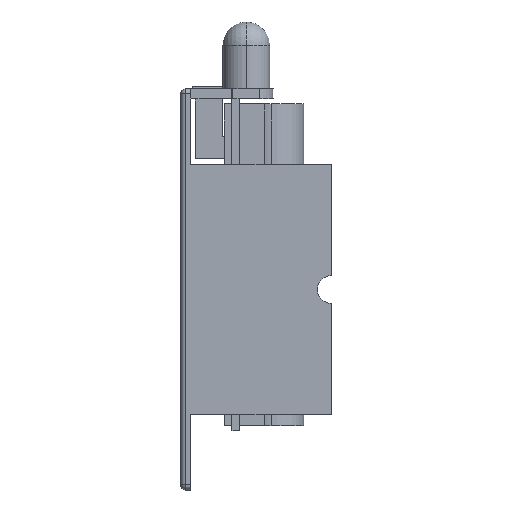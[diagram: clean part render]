
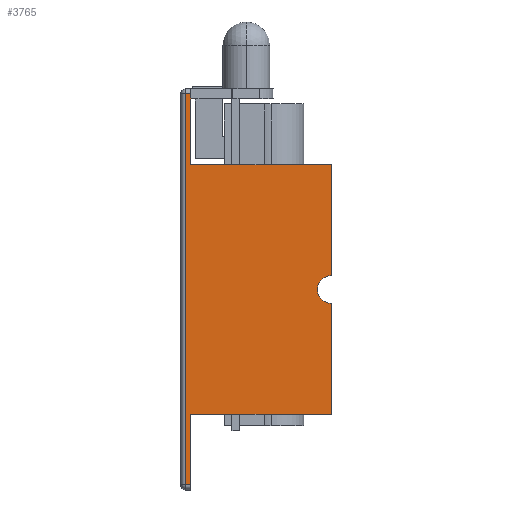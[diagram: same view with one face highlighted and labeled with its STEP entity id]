
A CAD part, left-side view. The second image highlights one B-rep face of the part: STEP entity #3765.
In plain terms, the highlighted planar face has unit normal (-1, 0, 0).
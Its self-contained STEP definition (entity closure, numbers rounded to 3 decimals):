
#155 = EDGE_LOOP ( 'NONE', ( #10940, #3862, #10308, #8952, #6740, #10086, #5500, #2273, #8881, #7225 ) ) ;
#218 = CARTESIAN_POINT ( 'NONE',  ( -25., -1., 0. ) ) ;
#616 = CARTESIAN_POINT ( 'NONE',  ( -25., -30., -39. ) ) ;
#721 = DIRECTION ( 'NONE',  ( 0., 1., 0. ) ) ;
#745 = LINE ( 'NONE', #6694, #3825 ) ;
#763 = DIRECTION ( 'NONE',  ( 0., 0., 1. ) ) ;
#820 = CARTESIAN_POINT ( 'NONE',  ( -25., -2., 0. ) ) ;
#1181 = LINE ( 'NONE', #218, #3444 ) ;
#1340 = EDGE_CURVE ( 'NONE', #6149, #1976, #1781, .T. ) ;
#1781 = CIRCLE ( 'NONE', #3245, 2.75 ) ;
#1884 = EDGE_CURVE ( 'NONE', #10126, #1976, #10386, .T. ) ;
#1976 = VERTEX_POINT ( 'NONE', #6855 ) ;
#2103 = DIRECTION ( 'NONE',  ( 0., 0., -1. ) ) ;
#2232 = DIRECTION ( 'NONE',  ( 0., 0., 1. ) ) ;
#2273 = ORIENTED_EDGE ( 'NONE', *, *, #9504, .T. ) ;
#2304 = AXIS2_PLACEMENT_3D ( 'NONE', #820, #5923, #11051 ) ;
#2511 = LINE ( 'NONE', #616, #11153 ) ;
#3245 = AXIS2_PLACEMENT_3D ( 'NONE', #10957, #11011, #6676 ) ;
#3444 = VECTOR ( 'NONE', #2103, 1000. ) ;
#3554 = CARTESIAN_POINT ( 'NONE',  ( -25., -30., -2.75 ) ) ;
#3657 = CARTESIAN_POINT ( 'NONE',  ( -25., -2., 39. ) ) ;
#3765 = ADVANCED_FACE ( 'NONE', ( #10250 ), #5002, .T. ) ;
#3808 = LINE ( 'NONE', #5472, #4961 ) ;
#3825 = VECTOR ( 'NONE', #2232, 1000. ) ;
#3862 = ORIENTED_EDGE ( 'NONE', *, *, #10598, .F. ) ;
#4102 = LINE ( 'NONE', #11060, #6345 ) ;
#4450 = DIRECTION ( 'NONE',  ( 0., 0., -1. ) ) ;
#4961 = VECTOR ( 'NONE', #7295, 1000. ) ;
#5002 = PLANE ( 'NONE',  #2304 ) ;
#5057 = VERTEX_POINT ( 'NONE', #5483 ) ;
#5472 = CARTESIAN_POINT ( 'NONE',  ( -25., -30., 24.85 ) ) ;
#5483 = CARTESIAN_POINT ( 'NONE',  ( -25., -1., 39. ) ) ;
#5500 = ORIENTED_EDGE ( 'NONE', *, *, #11087, .T. ) ;
#5682 = EDGE_CURVE ( 'NONE', #10126, #9443, #3808, .T. ) ;
#5802 = VERTEX_POINT ( 'NONE', #11275 ) ;
#5923 = DIRECTION ( 'NONE',  ( -1., 0., 0. ) ) ;
#6022 = VECTOR ( 'NONE', #8545, 1000. ) ;
#6029 = LINE ( 'NONE', #3657, #11306 ) ;
#6041 = LINE ( 'NONE', #10135, #6022 ) ;
#6149 = VERTEX_POINT ( 'NONE', #3554 ) ;
#6234 = CARTESIAN_POINT ( 'NONE',  ( -25., -2., -39. ) ) ;
#6345 = VECTOR ( 'NONE', #721, 1000. ) ;
#6418 = EDGE_CURVE ( 'NONE', #8100, #7458, #2511, .T. ) ;
#6676 = DIRECTION ( 'NONE',  ( 0., 0., -1. ) ) ;
#6694 = CARTESIAN_POINT ( 'NONE',  ( -25., -2., 0. ) ) ;
#6740 = ORIENTED_EDGE ( 'NONE', *, *, #1884, .F. ) ;
#6855 = CARTESIAN_POINT ( 'NONE',  ( -25., -30., 2.75 ) ) ;
#7024 = CARTESIAN_POINT ( 'NONE',  ( -25., -1., -39. ) ) ;
#7225 = ORIENTED_EDGE ( 'NONE', *, *, #6418, .T. ) ;
#7295 = DIRECTION ( 'NONE',  ( 0., 1., 0. ) ) ;
#7445 = CARTESIAN_POINT ( 'NONE',  ( -25., -30., 24.85 ) ) ;
#7458 = VERTEX_POINT ( 'NONE', #6234 ) ;
#7569 = CARTESIAN_POINT ( 'NONE',  ( -25., -30., -24.85 ) ) ;
#7689 = LINE ( 'NONE', #10187, #9265 ) ;
#8100 = VERTEX_POINT ( 'NONE', #7024 ) ;
#8545 = DIRECTION ( 'NONE',  ( 0., 0., -1. ) ) ;
#8853 = EDGE_CURVE ( 'NONE', #6149, #9373, #6041, .T. ) ;
#8881 = ORIENTED_EDGE ( 'NONE', *, *, #10445, .T. ) ;
#8952 = ORIENTED_EDGE ( 'NONE', *, *, #1340, .T. ) ;
#9120 = VERTEX_POINT ( 'NONE', #10589 ) ;
#9265 = VECTOR ( 'NONE', #763, 1000. ) ;
#9373 = VERTEX_POINT ( 'NONE', #7569 ) ;
#9443 = VERTEX_POINT ( 'NONE', #11161 ) ;
#9504 = EDGE_CURVE ( 'NONE', #9120, #5057, #6029, .T. ) ;
#9650 = DIRECTION ( 'NONE',  ( 0., 1., 0. ) ) ;
#10044 = EDGE_CURVE ( 'NONE', #7458, #5802, #745, .T. ) ;
#10086 = ORIENTED_EDGE ( 'NONE', *, *, #5682, .T. ) ;
#10126 = VERTEX_POINT ( 'NONE', #7445 ) ;
#10135 = CARTESIAN_POINT ( 'NONE',  ( -25., -30., 0. ) ) ;
#10187 = CARTESIAN_POINT ( 'NONE',  ( -25., -2., 0. ) ) ;
#10250 = FACE_OUTER_BOUND ( 'NONE', #155, .T. ) ;
#10308 = ORIENTED_EDGE ( 'NONE', *, *, #8853, .F. ) ;
#10386 = LINE ( 'NONE', #10441, #10799 ) ;
#10441 = CARTESIAN_POINT ( 'NONE',  ( -25., -30., 0. ) ) ;
#10445 = EDGE_CURVE ( 'NONE', #5057, #8100, #1181, .T. ) ;
#10589 = CARTESIAN_POINT ( 'NONE',  ( -25., -2., 39. ) ) ;
#10598 = EDGE_CURVE ( 'NONE', #9373, #5802, #4102, .T. ) ;
#10799 = VECTOR ( 'NONE', #4450, 1000. ) ;
#10940 = ORIENTED_EDGE ( 'NONE', *, *, #10044, .T. ) ;
#10957 = CARTESIAN_POINT ( 'NONE',  ( -25., -30., 0. ) ) ;
#11011 = DIRECTION ( 'NONE',  ( 1., 0., 0. ) ) ;
#11051 = DIRECTION ( 'NONE',  ( 0., 0., 1. ) ) ;
#11060 = CARTESIAN_POINT ( 'NONE',  ( -25., -30., -24.85 ) ) ;
#11087 = EDGE_CURVE ( 'NONE', #9443, #9120, #7689, .T. ) ;
#11153 = VECTOR ( 'NONE', #11196, 1000. ) ;
#11161 = CARTESIAN_POINT ( 'NONE',  ( -25., -2., 24.85 ) ) ;
#11196 = DIRECTION ( 'NONE',  ( 0., -1., 0. ) ) ;
#11275 = CARTESIAN_POINT ( 'NONE',  ( -25., -2., -24.85 ) ) ;
#11306 = VECTOR ( 'NONE', #9650, 1000. ) ;
